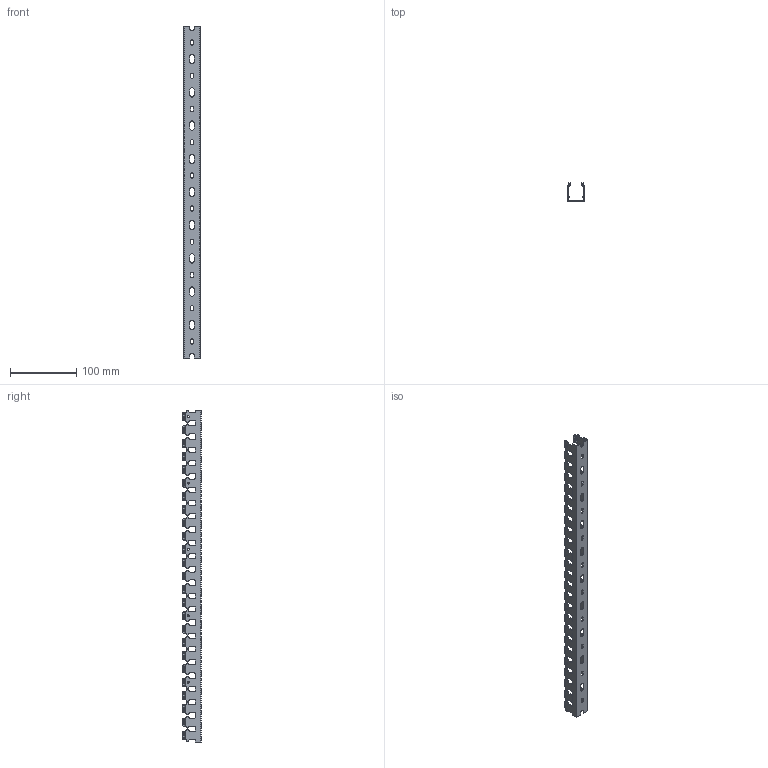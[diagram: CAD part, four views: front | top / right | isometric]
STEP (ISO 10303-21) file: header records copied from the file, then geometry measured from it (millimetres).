
FILE_DESCRIPTION (( 'STEP AP203' ), '1' );
FILE_NAME ('RL12 25x30.STEP', '2017-11-20T14:20:53', ( '' ), ( '' ), 'SwSTEP 2.0', 'SolidWorks 2017', '' );
FILE_SCHEMA (( 'CONFIG_CONTROL_DESIGN' ));
Length unit declared in the file: millimetre
Products named in the file (1): RL12 25x30
Bounding box: 25 x 27.6 x 500 mm (x, y, z)
Volume: 37884.2 mm3; surface area: 73873.2 mm2
Topology: 1 solids, 1 shells, 1654 faces, 4856 edges, 3204 vertices
Faces by surface type: cylinder 986, plane 668
Entity records: 57655 total; most frequent: CARTESIAN_POINT 14615, ORIENTED_EDGE 9712, DIRECTION 8538, EDGE_CURVE 4856, VERTEX_POINT 3204, AXIS2_PLACEMENT_3D 3077, VECTOR 2384, LINE 2384
